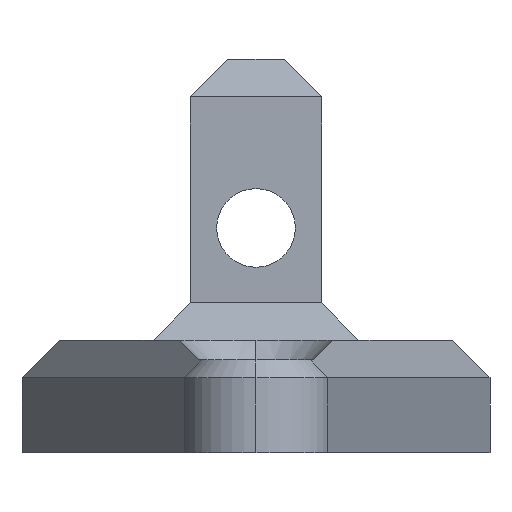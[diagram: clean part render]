
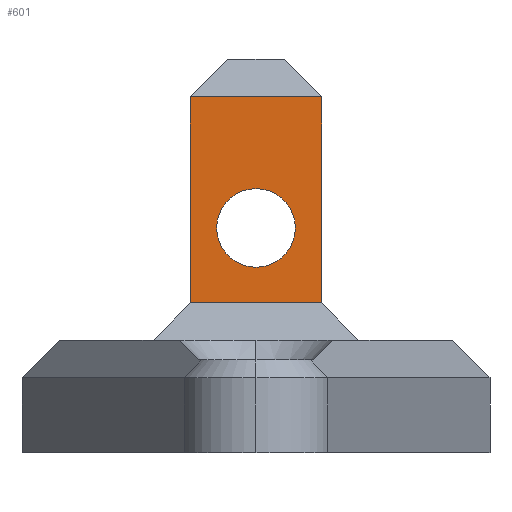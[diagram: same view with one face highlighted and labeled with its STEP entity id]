
A CAD part, left-side view. The second image highlights one B-rep face of the part: STEP entity #601.
In plain terms, the highlighted planar face has unit normal (-1, 0, 0).
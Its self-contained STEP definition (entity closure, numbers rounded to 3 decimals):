
#25 = DIRECTION ( 'NONE',  ( -1., 0., 0. ) ) ;
#64 = LINE ( 'NONE', #1391, #1377 ) ;
#95 = LINE ( 'NONE', #1646, #1280 ) ;
#116 = VERTEX_POINT ( 'NONE', #352 ) ;
#138 = EDGE_LOOP ( 'NONE', ( #359, #399 ) ) ;
#169 = PLANE ( 'NONE',  #1332 ) ;
#199 = EDGE_CURVE ( 'NONE', #472, #538, #95, .T. ) ;
#221 = DIRECTION ( 'NONE',  ( 0., 0., -1. ) ) ;
#242 = AXIS2_PLACEMENT_3D ( 'NONE', #1215, #1326, #1207 ) ;
#255 = EDGE_CURVE ( 'NONE', #472, #1299, #64, .T. ) ;
#299 = FACE_OUTER_BOUND ( 'NONE', #1367, .T. ) ;
#352 = CARTESIAN_POINT ( 'NONE',  ( -3.5, 0., 14.1 ) ) ;
#359 = ORIENTED_EDGE ( 'NONE', *, *, #792, .T. ) ;
#383 = EDGE_CURVE ( 'NONE', #800, #1299, #1194, .T. ) ;
#399 = ORIENTED_EDGE ( 'NONE', *, *, #885, .T. ) ;
#468 = VECTOR ( 'NONE', #1331, 1000. ) ;
#472 = VERTEX_POINT ( 'NONE', #562 ) ;
#538 = VERTEX_POINT ( 'NONE', #1595 ) ;
#562 = CARTESIAN_POINT ( 'NONE',  ( -3.5, 3.5, 8. ) ) ;
#601 = ADVANCED_FACE ( 'NONE', ( #299, #1334 ), #169, .T. ) ;
#657 = LINE ( 'NONE', #1054, #1174 ) ;
#678 = CARTESIAN_POINT ( 'NONE',  ( -3.5, 0., 0. ) ) ;
#695 = CARTESIAN_POINT ( 'NONE',  ( -3.5, 3.5, 19. ) ) ;
#754 = ORIENTED_EDGE ( 'NONE', *, *, #199, .T. ) ;
#783 = CARTESIAN_POINT ( 'NONE',  ( -3.5, 0., 12. ) ) ;
#792 = EDGE_CURVE ( 'NONE', #116, #1631, #1488, .T. ) ;
#800 = VERTEX_POINT ( 'NONE', #944 ) ;
#845 = DIRECTION ( 'NONE',  ( 0., 0., 1. ) ) ;
#885 = EDGE_CURVE ( 'NONE', #1631, #116, #969, .T. ) ;
#944 = CARTESIAN_POINT ( 'NONE',  ( -3.5, -3.5, 19. ) ) ;
#969 = CIRCLE ( 'NONE', #242, 2.1 ) ;
#1054 = CARTESIAN_POINT ( 'NONE',  ( -3.5, -3.5, 21. ) ) ;
#1151 = DIRECTION ( 'NONE',  ( 0., -1., 0. ) ) ;
#1174 = VECTOR ( 'NONE', #221, 1000. ) ;
#1194 = LINE ( 'NONE', #1683, #468 ) ;
#1207 = DIRECTION ( 'NONE',  ( 0., 0., -1. ) ) ;
#1213 = EDGE_CURVE ( 'NONE', #800, #538, #657, .T. ) ;
#1215 = CARTESIAN_POINT ( 'NONE',  ( -3.5, 0., 12. ) ) ;
#1280 = VECTOR ( 'NONE', #1151, 1000. ) ;
#1299 = VERTEX_POINT ( 'NONE', #695 ) ;
#1326 = DIRECTION ( 'NONE',  ( 1., 0., 0. ) ) ;
#1331 = DIRECTION ( 'NONE',  ( 0., 1., 0. ) ) ;
#1332 = AXIS2_PLACEMENT_3D ( 'NONE', #678, #25, #845 ) ;
#1334 = FACE_BOUND ( 'NONE', #138, .T. ) ;
#1367 = EDGE_LOOP ( 'NONE', ( #1688, #754, #1372, #1397 ) ) ;
#1372 = ORIENTED_EDGE ( 'NONE', *, *, #1213, .F. ) ;
#1377 = VECTOR ( 'NONE', #1402, 1000. ) ;
#1390 = AXIS2_PLACEMENT_3D ( 'NONE', #783, #1693, #1696 ) ;
#1391 = CARTESIAN_POINT ( 'NONE',  ( -3.5, 3.5, 21. ) ) ;
#1397 = ORIENTED_EDGE ( 'NONE', *, *, #383, .T. ) ;
#1402 = DIRECTION ( 'NONE',  ( 0., 0., 1. ) ) ;
#1488 = CIRCLE ( 'NONE', #1390, 2.1 ) ;
#1595 = CARTESIAN_POINT ( 'NONE',  ( -3.5, -3.5, 8. ) ) ;
#1631 = VERTEX_POINT ( 'NONE', #1633 ) ;
#1633 = CARTESIAN_POINT ( 'NONE',  ( -3.5, 0., 9.9 ) ) ;
#1646 = CARTESIAN_POINT ( 'NONE',  ( -3.5, -3.5, 8. ) ) ;
#1683 = CARTESIAN_POINT ( 'NONE',  ( -3.5, 3.5, 19. ) ) ;
#1688 = ORIENTED_EDGE ( 'NONE', *, *, #255, .F. ) ;
#1693 = DIRECTION ( 'NONE',  ( 1., 0., 0. ) ) ;
#1696 = DIRECTION ( 'NONE',  ( 0., 0., -1. ) ) ;
